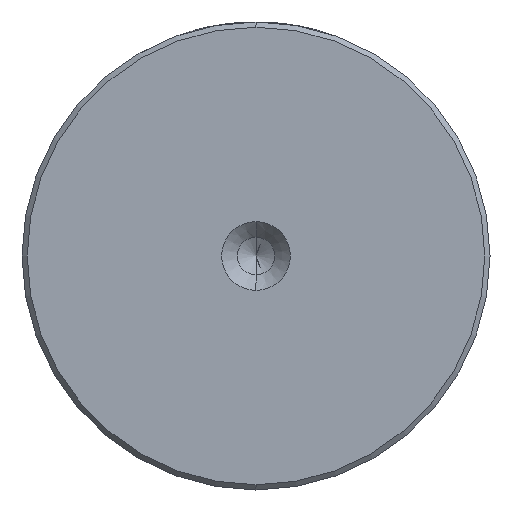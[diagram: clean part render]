
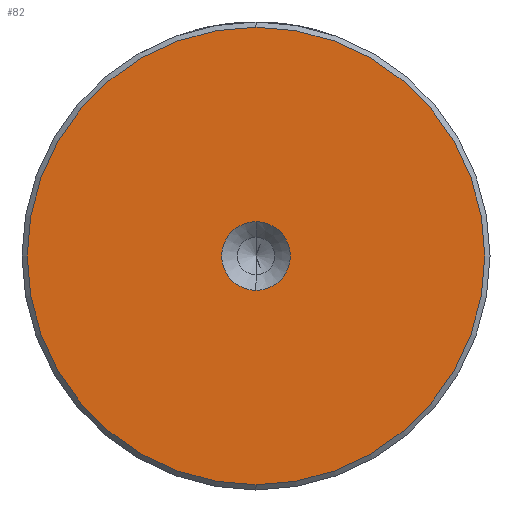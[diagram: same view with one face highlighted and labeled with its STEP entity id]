
A CAD part, left-side view. The second image highlights one B-rep face of the part: STEP entity #82.
In plain terms, the highlighted planar face has unit normal (-1, 0, 0).
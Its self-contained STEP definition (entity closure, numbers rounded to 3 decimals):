
#81 = CARTESIAN_POINT ( 'NONE',  ( 0., 0., 0. ) ) ;
#82 = ADVANCED_FACE ( 'NONE', ( #2147, #1604 ), #2767, .T. ) ;
#221 = CIRCLE ( 'NONE', #1520, 22. ) ;
#309 = ORIENTED_EDGE ( 'NONE', *, *, #2177, .T. ) ;
#360 = VERTEX_POINT ( 'NONE', #1584 ) ;
#364 = VERTEX_POINT ( 'NONE', #1521 ) ;
#558 = CARTESIAN_POINT ( 'NONE',  ( 0., 0., 0. ) ) ;
#564 = CIRCLE ( 'NONE', #2531, 3.3 ) ;
#582 = CARTESIAN_POINT ( 'NONE',  ( 0., 0., 0. ) ) ;
#584 = EDGE_LOOP ( 'NONE', ( #2400, #309 ) ) ;
#686 = EDGE_CURVE ( 'NONE', #746, #1930, #1071, .T. ) ;
#746 = VERTEX_POINT ( 'NONE', #1076 ) ;
#800 = DIRECTION ( 'NONE',  ( 0., 0., 1. ) ) ;
#1071 = CIRCLE ( 'NONE', #2725, 3.3 ) ;
#1076 = CARTESIAN_POINT ( 'NONE',  ( 0., 0., -3.3 ) ) ;
#1248 = CARTESIAN_POINT ( 'NONE',  ( 0., 0., 0. ) ) ;
#1260 = EDGE_LOOP ( 'NONE', ( #1381, #2570 ) ) ;
#1297 = AXIS2_PLACEMENT_3D ( 'NONE', #1248, #2762, #1469 ) ;
#1337 = CARTESIAN_POINT ( 'NONE',  ( 0., 0., 0. ) ) ;
#1381 = ORIENTED_EDGE ( 'NONE', *, *, #1439, .F. ) ;
#1439 = EDGE_CURVE ( 'NONE', #1930, #746, #564, .T. ) ;
#1469 = DIRECTION ( 'NONE',  ( 0., 0., 1. ) ) ;
#1520 = AXIS2_PLACEMENT_3D ( 'NONE', #1337, #2855, #1551 ) ;
#1521 = CARTESIAN_POINT ( 'NONE',  ( 0., 0., -22. ) ) ;
#1551 = DIRECTION ( 'NONE',  ( 0., 0., 1. ) ) ;
#1584 = CARTESIAN_POINT ( 'NONE',  ( 0., 0., 22. ) ) ;
#1604 = FACE_BOUND ( 'NONE', #1260, .T. ) ;
#1884 = DIRECTION ( 'NONE',  ( 0., 0., 1. ) ) ;
#1930 = VERTEX_POINT ( 'NONE', #2518 ) ;
#2123 = DIRECTION ( 'NONE',  ( -1., 0., 0. ) ) ;
#2147 = FACE_OUTER_BOUND ( 'NONE', #584, .T. ) ;
#2177 = EDGE_CURVE ( 'NONE', #360, #364, #221, .T. ) ;
#2400 = ORIENTED_EDGE ( 'NONE', *, *, #2798, .T. ) ;
#2515 = DIRECTION ( 'NONE',  ( -1., 0., 0. ) ) ;
#2518 = CARTESIAN_POINT ( 'NONE',  ( 0., 0., 3.3 ) ) ;
#2522 = DIRECTION ( 'NONE',  ( -1., 0., 0. ) ) ;
#2531 = AXIS2_PLACEMENT_3D ( 'NONE', #582, #2123, #800 ) ;
#2570 = ORIENTED_EDGE ( 'NONE', *, *, #686, .F. ) ;
#2662 = DIRECTION ( 'NONE',  ( 0., 0., 1. ) ) ;
#2725 = AXIS2_PLACEMENT_3D ( 'NONE', #558, #2522, #1884 ) ;
#2762 = DIRECTION ( 'NONE',  ( -1., 0., 0. ) ) ;
#2767 = PLANE ( 'NONE',  #2785 ) ;
#2785 = AXIS2_PLACEMENT_3D ( 'NONE', #81, #2515, #2662 ) ;
#2798 = EDGE_CURVE ( 'NONE', #364, #360, #2806, .T. ) ;
#2806 = CIRCLE ( 'NONE', #1297, 22. ) ;
#2855 = DIRECTION ( 'NONE',  ( -1., 0., 0. ) ) ;
